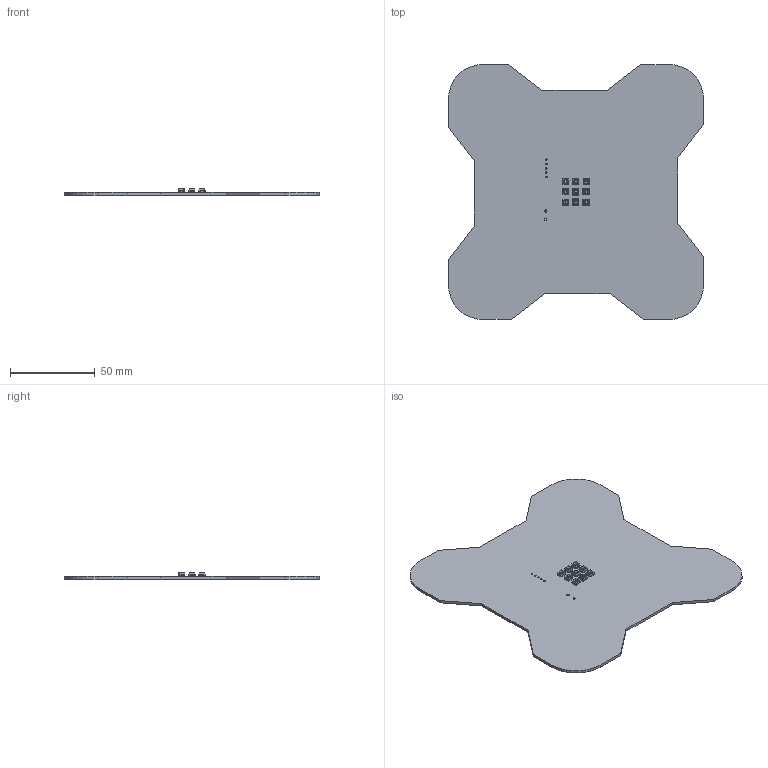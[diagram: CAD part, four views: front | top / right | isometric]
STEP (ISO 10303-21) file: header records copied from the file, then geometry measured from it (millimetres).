
FILE_DESCRIPTION(('KiCad electronic assembly'),'2;1');
FILE_NAME('FieldBoard.step','2022-06-10T14:07:07',('Pcbnew'),('Kicad'), 'Open CASCADE STEP processor 7.6','KiCad to STEP converter','Unknown' );
FILE_SCHEMA(('AUTOMOTIVE_DESIGN { 1 0 10303 214 1 1 1 1 }'));
Length unit declared in the file: millimetre
Products named in the file (88): FieldBoard 1; WS2812B Mini; COMPOUND; FieldBoard PCB; FieldBoard 2; FieldBoard 3; FieldBoard 4; FieldBoard 5; FieldBoard 6; FieldBoard 7; FieldBoard 8; FieldBoard 9; FieldBoard 10; FieldBoard 11; FieldBoard 12; FieldBoard 13; FieldBoard 14; FieldBoard 15; FieldBoard 16; FieldBoard 17; FieldBoard 18; FieldBoard 19; FieldBoard 20; FieldBoard 21; FieldBoard 22; FieldBoard 23; FieldBoard 24; FieldBoard 25; FieldBoard 26; FieldBoard 27; FieldBoard 28; FieldBoard 29; FieldBoard 30; FieldBoard 31; FieldBoard 32; FieldBoard 33; FieldBoard 34; FieldBoard 35; FieldBoard 36; FieldBoard 37 ...
Assembly tree (11 placements, depth 3):
  FieldBoard 1
    WS2812B Mini  x9
      COMPOUND
    FieldBoard PCB
  FieldBoard 2
  FieldBoard 3
  FieldBoard 4
  FieldBoard 5
Bounding box: 150.12 x 150.12 x 3.55 mm (x, y, z)
Volume: 30020.1 mm3; surface area: 38970.7 mm2
Topology: 55 solids, 55 shells, 645 faces, 1542 edges, 1016 vertices
Faces by surface type: bspline 612, plane 22, cylinder 11
Full cylindrical faces by diameter (mm): 1 x5, 1.3 x2
Entity records: 6923 total; most frequent: CARTESIAN_POINT 1852, ORIENTED_EDGE 508, PCURVE 508, DEFINITIONAL_REPRESENTATION 508, B_SPLINE_CURVE_WITH_KNOTS 447, DIRECTION 391, EDGE_CURVE 254, SURFACE_CURVE 246
